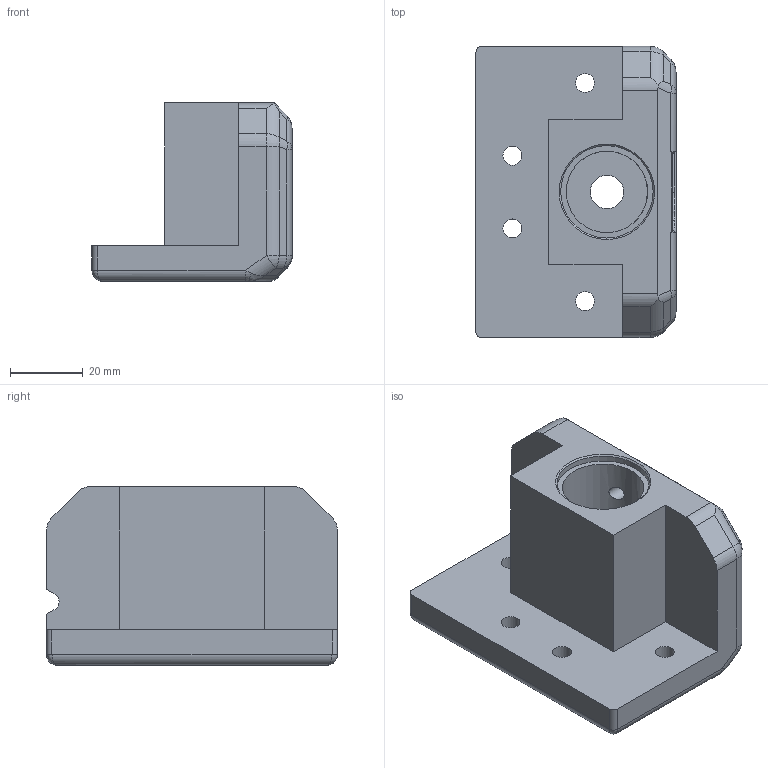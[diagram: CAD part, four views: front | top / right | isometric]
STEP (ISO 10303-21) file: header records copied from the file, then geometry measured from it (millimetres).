
FILE_DESCRIPTION(/* description */ (''),/* implementation_level */ '2;1');
FILE_NAME(/* name */ 'Y Axis Bearing Block x1_LDO.step',/* time_stamp */ '2024-02-22T07:31:55-05:00',/* author */ (''),/* organization */ (''),/* preprocessor_version */ 'ST-DEVELOPER v20',/* originating_system */ 'Autodesk Translation Framework v12.20.1.177',/* authorisation */ '');
FILE_SCHEMA (('AUTOMOTIVE_DESIGN { 1 0 10303 214 3 1 1 }'));
Length unit declared in the file: millimetre
Products named in the file (2): Y Axis_Y axis bearing block; Component21
Assembly tree (1 placements, depth 2):
  Y Axis_Y axis bearing block
    Component21
Bounding box: 55 x 80 x 49.11 mm (x, y, z)
Volume: 92262.4 mm3; surface area: 24180.8 mm2
Topology: 1 solids, 5 shells, 311 faces, 766 edges, 460 vertices
Faces by surface type: plane 165, cylinder 72, cone 30, bspline 26, sphere 10, torus 8
Full cylindrical faces by diameter (mm): 4 x2, 5.2 x4, 9.2 x1, 11 x4, 22.4 x2, 25.4 x2
Entity records: 9822 total; most frequent: CARTESIAN_POINT 2379, DIRECTION 1580, ORIENTED_EDGE 1524, EDGE_CURVE 762, AXIS2_PLACEMENT_3D 561, VERTEX_POINT 460, LINE 458, VECTOR 458
